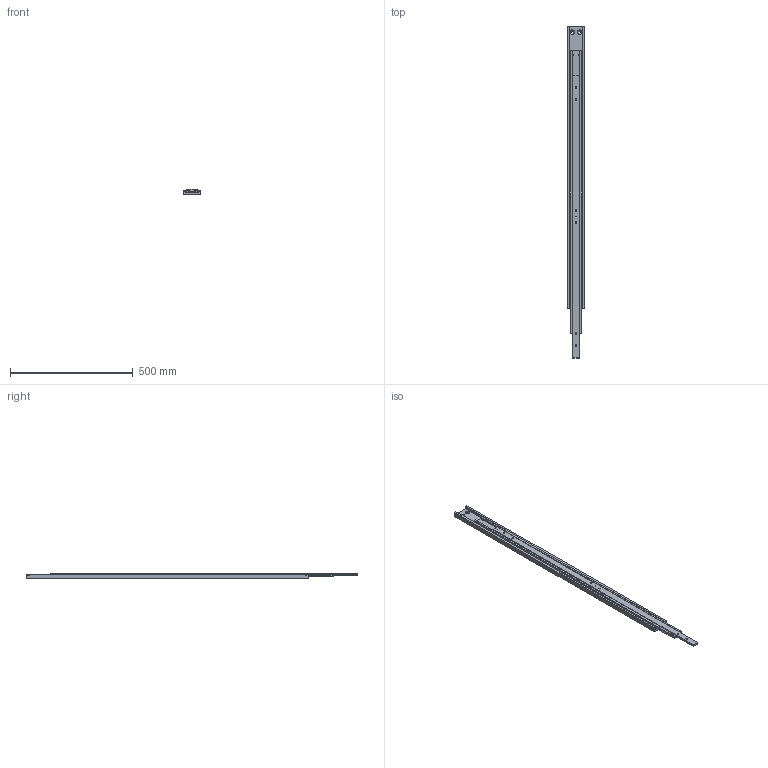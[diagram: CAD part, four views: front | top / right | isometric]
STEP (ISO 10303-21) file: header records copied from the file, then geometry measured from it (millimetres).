
FILE_DESCRIPTION((''),'2;1');
FILE_NAME('TSRT-70 1150.stp','2021-04-22T14:11:33',(''),(''),'Mechanical Desktop 2006','Mechanical Desktop 2006',', , ');
FILE_SCHEMA(('CONFIG_CONTROL_DESIGN'));
Length unit declared in the file: millimetre
Products named in the file (4): TSRT-70 B; INNER BEAM; MITLE BEAM; OUTER BEAM
Assembly tree (3 placements, depth 2):
  TSRT-70 B
    INNER BEAM
    MITLE BEAM
    OUTER BEAM
Bounding box: 70 x 1350 x 24 mm (x, y, z)
Volume: 1331872.6 mm3; surface area: 479719.6 mm2
Topology: 3 solids, 3 shells, 143 faces, 442 edges, 288 vertices
Faces by surface type: cylinder 78, plane 41, cone 24
Entity records: 6237 total; most frequent: CARTESIAN_POINT 2061, ORIENTED_EDGE 884, DIRECTION 820, EDGE_CURVE 442, AXIS2_PLACEMENT_3D 303, VERTEX_POINT 288, VECTOR 214, LINE 214
